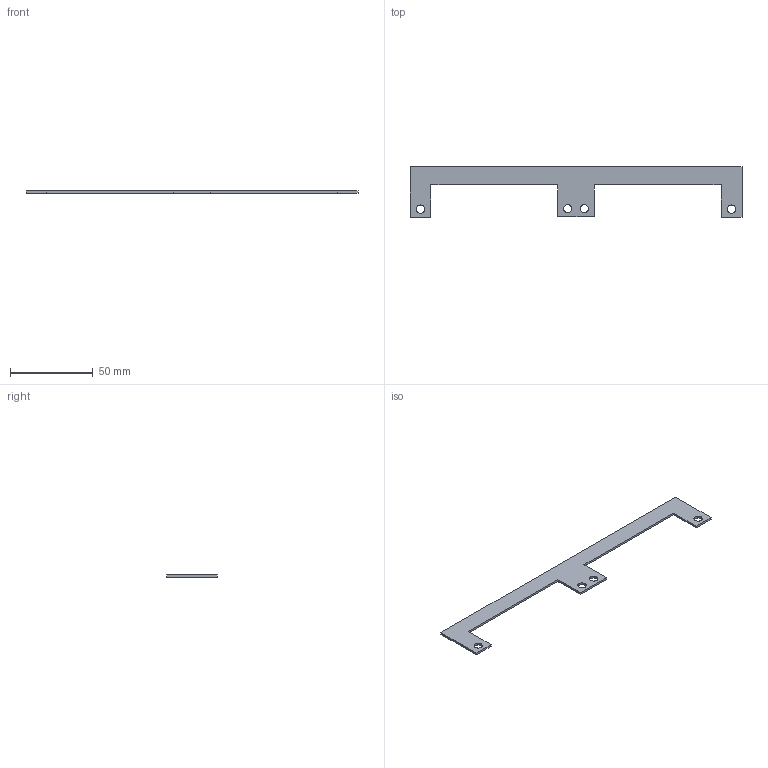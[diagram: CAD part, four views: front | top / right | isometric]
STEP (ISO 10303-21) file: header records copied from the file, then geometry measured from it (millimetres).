
FILE_DESCRIPTION(/* description */ ('Alibre Inc.'),/* implementation_level */ '2;1');
FILE_NAME(/* name */ 'export-4B81CFA2-9864-4C97-86D7-05DE7632535B',/* time_stamp */ '2019-11-19T12:00:35-08:00',/* author */ (''),/* organization */ (''),/* preprocessor_version */ 'ST-DEVELOPER v17',/* originating_system */ 'Alibre',/* authorisation */ '');
FILE_SCHEMA (('CONFIG_CONTROL_DESIGN'));
Length unit declared in the file: millimetre
Bounding box: 201.12 x 30.48 x 1.27 mm (x, y, z)
Volume: 3864.4 mm3; surface area: 6853.6 mm2
Topology: 1 solids, 1 shells, 18 faces, 48 edges, 32 vertices
Faces by surface type: plane 14, cylinder 4
Full cylindrical faces by diameter (mm): 5.08 x4
Entity records: 627 total; most frequent: CARTESIAN_POINT 94, ORIENTED_EDGE 88, DIRECTION 74, EDGE_CURVE 44, VECTOR 36, LINE 36, VERTEX_POINT 32, EDGE_LOOP 30
